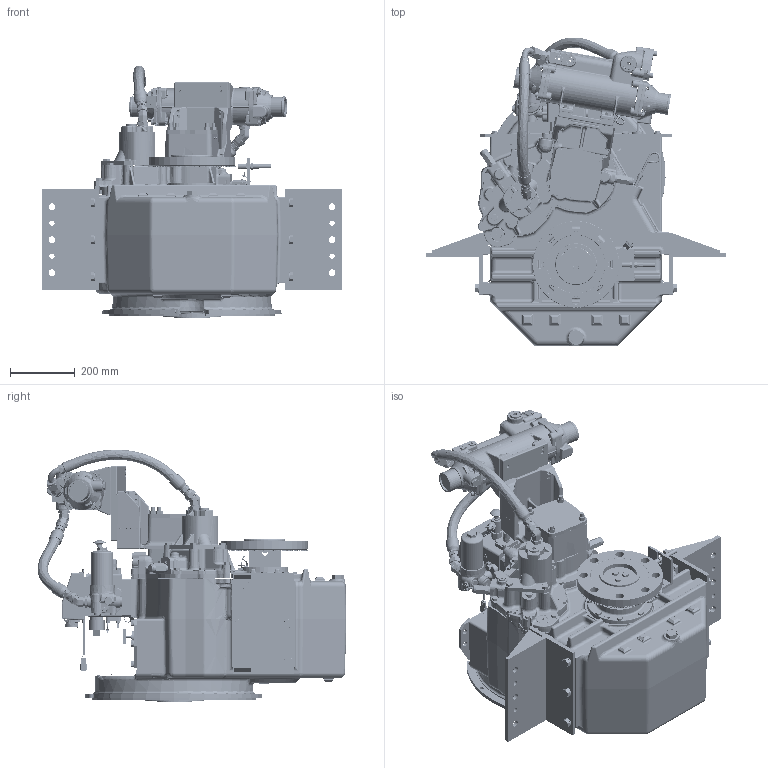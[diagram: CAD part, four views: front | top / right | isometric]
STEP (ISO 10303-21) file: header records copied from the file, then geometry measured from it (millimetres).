
FILE_DESCRIPTION (( 'STEP AP214' ), '1' );
FILE_NAME (' PX13298K.step', '2018-12-07T15:25:00', ( 'TDI' ), ( 'Twin Disc Inc' ), 'SwSTEP 2.0', 'SolidWorks 2015', '' );
FILE_SCHEMA (( 'AUTOMOTIVE_DESIGN' ));
Length unit declared in the file: millimetre
Products named in the file (1):  PX13298K
Bounding box: 927.1 x 952.19 x 779.35 mm (x, y, z)
Surface area: 4397276.8 mm2 (no closed solid volume)
Topology: 0 solids, 656 shells, 5327 faces, 24380 edges, 18927 vertices
Faces by surface type: plane 1878, cylinder 1697, bspline 973, cone 418, torus 257, sphere 104
Entity records: 400528 total; most frequent: CARTESIAN_POINT 164694, ORIENTED_EDGE 33364, DIRECTION 33030, EDGE_CURVE 24306, VERTEX_POINT 18917, AXIS2_PLACEMENT_3D 12035, LINE 8960, VECTOR 8960
